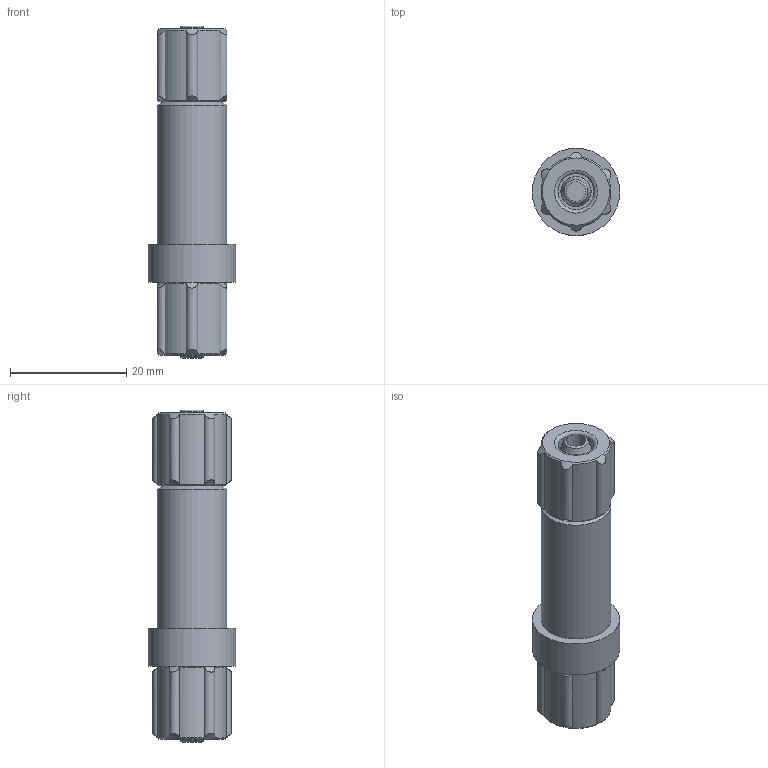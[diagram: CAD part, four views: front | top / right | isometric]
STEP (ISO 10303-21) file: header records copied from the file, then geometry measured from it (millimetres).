
FILE_DESCRIPTION(/* description */ ('STEP AP214'),/* implementation_level */ '2;1');
FILE_NAME(/* name */ '15889_VAF-PK-4',/* time_stamp */ '2024-09-11T06:50:08+02:00',/* author */ ('License CC BY-ND 4.0'),/* organization */ ('CADENAS'),/* preprocessor_version */ 'ST-DEVELOPER v19.3',/* originating_system */ 'PARTsolutions',/* authorisation */ ' ');
FILE_SCHEMA (('AUTOMOTIVE_DESIGN {1 0 10303 214 3 1 1}'));
Length unit declared in the file: millimetre
Products named in the file (1): 15889 VAF-PK-4
Bounding box: 15 x 15 x 57 mm (x, y, z)
Volume: 6538.7 mm3; surface area: 3345.8 mm2
Topology: 1 solids, 1 shells, 54 faces, 124 edges, 79 vertices
Faces by surface type: cylinder 32, plane 9, cone 7, torus 6
Full cylindrical faces by diameter (mm): 3.4 x2, 4.8 x2, 6.2 x2, 12 x1, 15 x1
Entity records: 1564 total; most frequent: CARTESIAN_POINT 421, DIRECTION 236, ORIENTED_EDGE 198, AXIS2_PLACEMENT_3D 106, EDGE_CURVE 99, EDGE_LOOP 82, FACE_BOUND 82, VERTEX_POINT 75
